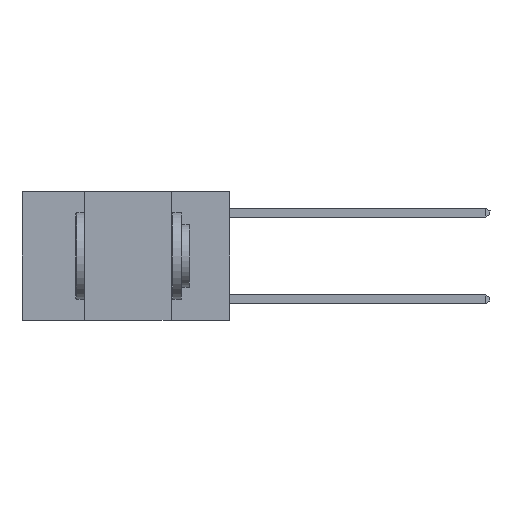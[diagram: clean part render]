
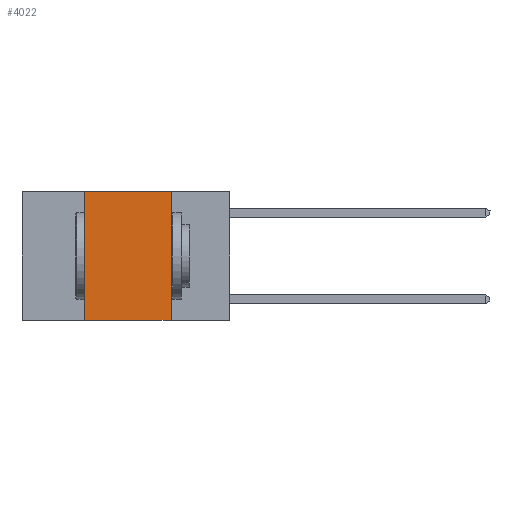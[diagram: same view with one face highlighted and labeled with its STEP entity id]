
A CAD part, left-side view. The second image highlights one B-rep face of the part: STEP entity #4022.
In plain terms, the highlighted planar face has unit normal (-1, 0, 0).
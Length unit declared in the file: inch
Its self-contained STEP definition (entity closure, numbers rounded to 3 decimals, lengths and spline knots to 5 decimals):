
#520 = CARTESIAN_POINT ( 'NONE',  ( 0., 0.6, 0. ) ) ;
#983 = ORIENTED_EDGE ( 'NONE', *, *, #5309, .F. ) ;
#2277 = LINE ( 'NONE', #26352, #17230 ) ;
#2511 = VECTOR ( 'NONE', #8721, 39.37008 ) ;
#3000 = EDGE_CURVE ( 'NONE', #11317, #27557, #23820, .T. ) ;
#4022 = ADVANCED_FACE ( 'NONE', ( #20210 ), #7074, .F. ) ;
#4516 = DIRECTION ( 'NONE',  ( 0., 0., 1. ) ) ;
#4847 = DIRECTION ( 'NONE',  ( 0., 0., -1. ) ) ;
#5309 = EDGE_CURVE ( 'NONE', #10074, #11317, #13653, .T. ) ;
#6750 = CARTESIAN_POINT ( 'NONE',  ( 0., 0.6, -0.37 ) ) ;
#6877 = EDGE_CURVE ( 'NONE', #10074, #13616, #9178, .T. ) ;
#6886 = CARTESIAN_POINT ( 'NONE',  ( 0., 0.17, -0.37 ) ) ;
#7074 = PLANE ( 'NONE',  #24012 ) ;
#8721 = DIRECTION ( 'NONE',  ( 0., -1., 0. ) ) ;
#8801 = VECTOR ( 'NONE', #15609, 39.37008 ) ;
#9076 = CARTESIAN_POINT ( 'NONE',  ( 0., 0.42, 0. ) ) ;
#9178 = LINE ( 'NONE', #6750, #8801 ) ;
#10074 = VERTEX_POINT ( 'NONE', #23901 ) ;
#11317 = VERTEX_POINT ( 'NONE', #26075 ) ;
#11361 = ORIENTED_EDGE ( 'NONE', *, *, #19540, .F. ) ;
#13616 = VERTEX_POINT ( 'NONE', #6886 ) ;
#13653 = LINE ( 'NONE', #9076, #26696 ) ;
#14885 = CARTESIAN_POINT ( 'NONE',  ( 0., 0.6, 0. ) ) ;
#15609 = DIRECTION ( 'NONE',  ( 0., -1., 0. ) ) ;
#15939 = DIRECTION ( 'NONE',  ( 0., 0., -1. ) ) ;
#17230 = VECTOR ( 'NONE', #4847, 39.37008 ) ;
#19540 = EDGE_CURVE ( 'NONE', #27557, #13616, #2277, .T. ) ;
#20210 = FACE_OUTER_BOUND ( 'NONE', #27573, .T. ) ;
#22977 = CARTESIAN_POINT ( 'NONE',  ( 0., 0.17, 0. ) ) ;
#23820 = LINE ( 'NONE', #14885, #2511 ) ;
#23901 = CARTESIAN_POINT ( 'NONE',  ( 0., 0.42, -0.37 ) ) ;
#24012 = AXIS2_PLACEMENT_3D ( 'NONE', #520, #26451, #15939 ) ;
#24383 = ORIENTED_EDGE ( 'NONE', *, *, #3000, .F. ) ;
#26075 = CARTESIAN_POINT ( 'NONE',  ( 0., 0.42, 0. ) ) ;
#26352 = CARTESIAN_POINT ( 'NONE',  ( 0., 0.17, 0. ) ) ;
#26451 = DIRECTION ( 'NONE',  ( 1., 0., 0. ) ) ;
#26696 = VECTOR ( 'NONE', #4516, 39.37008 ) ;
#26777 = ORIENTED_EDGE ( 'NONE', *, *, #6877, .T. ) ;
#27557 = VERTEX_POINT ( 'NONE', #22977 ) ;
#27573 = EDGE_LOOP ( 'NONE', ( #11361, #24383, #983, #26777 ) ) ;
